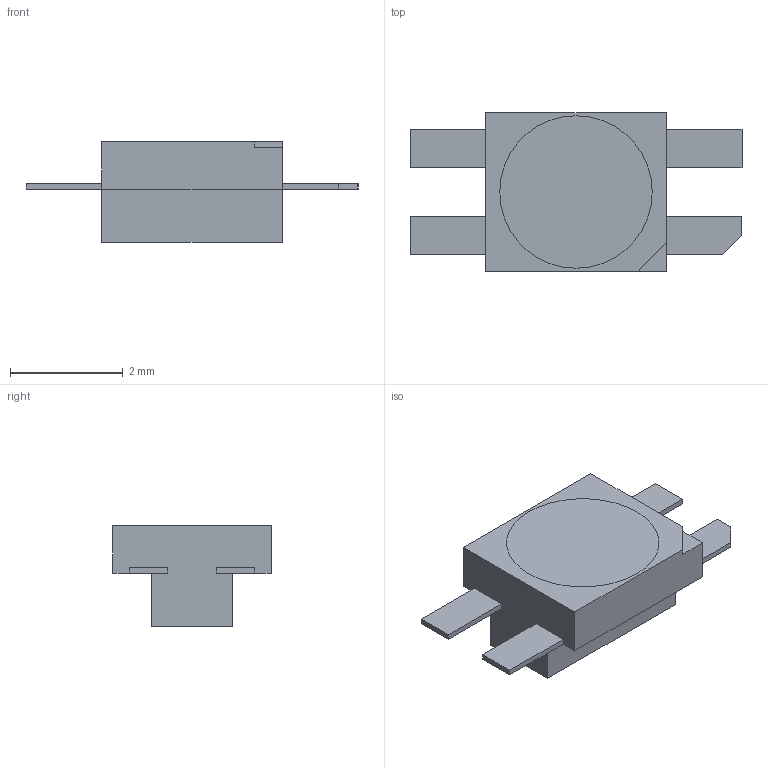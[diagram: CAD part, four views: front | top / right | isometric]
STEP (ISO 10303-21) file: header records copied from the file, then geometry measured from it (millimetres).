
FILE_DESCRIPTION (( 'STEP AP214' ), '1' );
FILE_NAME ('Neopixel.step', '2023-01-20T23:00:11', ( '' ), ( '' ), 'SwSTEP 2.0', 'SolidWorks 2022', '' );
FILE_SCHEMA (( 'AUTOMOTIVE_DESIGN' ));
Length unit declared in the file: millimetre
Products named in the file (5): Neopixel Body; Neopixel Glass; Neopixel; Neopixel Pin GND; Neopixel Pin
Assembly tree (6 placements, depth 2):
  Neopixel
    Neopixel Body
    Neopixel Pin GND
    Neopixel Pin  x3
    Neopixel Glass
Bounding box: 5.88 x 2.8 x 1.78 mm (x, y, z)
Volume: 12.1 mm3; surface area: 69.2 mm2
Topology: 6 solids, 6 shells, 47 faces, 99 edges, 66 vertices
Faces by surface type: plane 41, cylinder 6
Entity records: 1155 total; most frequent: DIRECTION 175, CARTESIAN_POINT 169, ORIENTED_EDGE 150, EDGE_CURVE 75, VECTOR 63, LINE 63, AXIS2_PLACEMENT_3D 56, VERTEX_POINT 50
